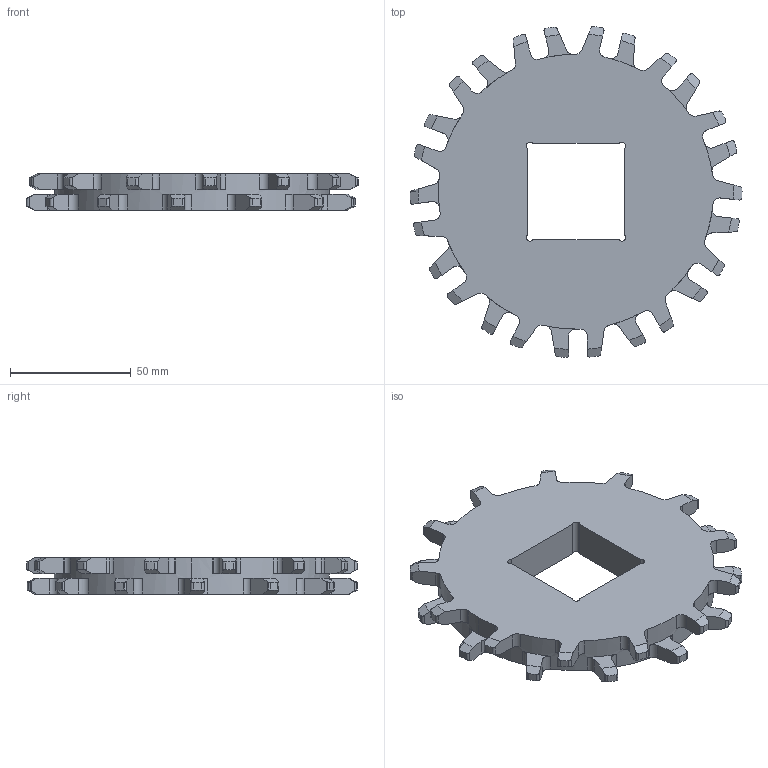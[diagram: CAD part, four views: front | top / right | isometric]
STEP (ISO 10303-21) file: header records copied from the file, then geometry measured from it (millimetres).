
FILE_DESCRIPTION (( 'STEP AP214' ), '1' );
FILE_NAME ('Rexnord-CS1255 CLASSIC SPROCKETS-CS 1255 13-40x40.STEP', '2021-11-16T15:24:08', ( '' ), ( '' ), 'SwSTEP 2.0', 'SolidWorks 2021', '' );
FILE_SCHEMA (( 'AUTOMOTIVE_DESIGN' ));
Length unit declared in the file: millimetre
Products named in the file (1): Rexnord-CS1255 CLASSIC SPROCKETS-CS 1255 13-40x40
Bounding box: 137.52 x 137.02 x 15 mm (x, y, z)
Volume: 141064.2 mm3; surface area: 31759.5 mm2
Topology: 1 solids, 1 shells, 301 faces, 896 edges, 597 vertices
Faces by surface type: cylinder 163, plane 84, cone 54
Entity records: 11031 total; most frequent: CARTESIAN_POINT 3062, ORIENTED_EDGE 1792, DIRECTION 1575, EDGE_CURVE 896, AXIS2_PLACEMENT_3D 608, VERTEX_POINT 597, VECTOR 359, LINE 359
